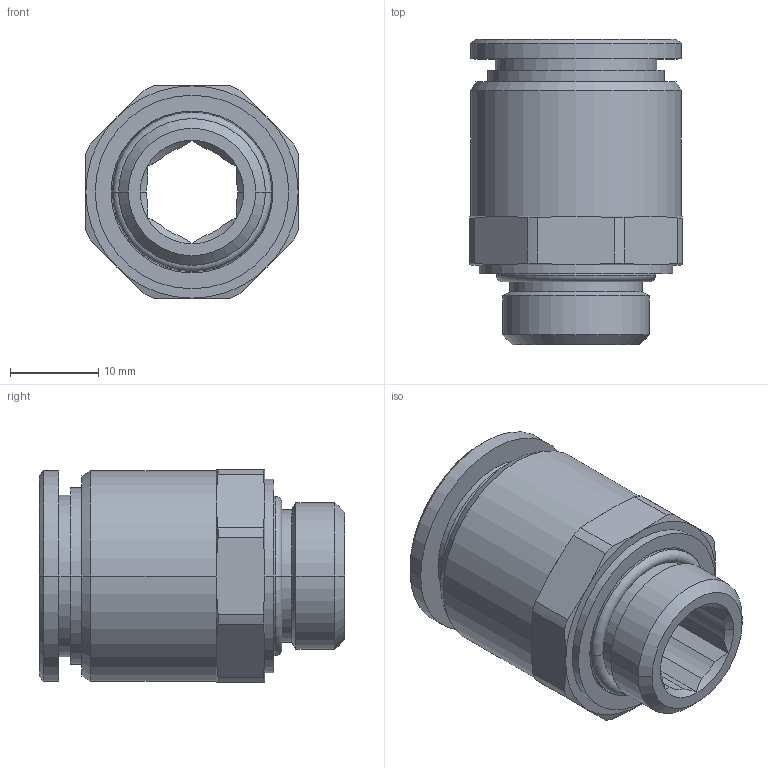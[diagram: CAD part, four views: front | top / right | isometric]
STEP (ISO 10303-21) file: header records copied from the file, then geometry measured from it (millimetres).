
FILE_DESCRIPTION(( 'MA.12.16.38.stp' ), '1');
FILE_NAME( 'MA.12.16.38.stp', '2018-09-27T17:28:39',( 'Sopra'),('sopra-pneumatic.com'), 'SwSTEP 2.0','SolidWorks 2009','' );
FILE_SCHEMA(('CONFIG_CONTROL_DESIGN'));
Length unit declared in the file: millimetre
Products named in the file (1): 340029B_951M-16-3-8
Bounding box: 24 x 34.5 x 24 mm (x, y, z)
Volume: 7185.3 mm3; surface area: 5284.1 mm2
Topology: 2 solids, 2 shells, 95 faces, 224 edges, 138 vertices
Faces by surface type: cone 32, cylinder 30, plane 29, torus 4
Entity records: 2876 total; most frequent: CARTESIAN_POINT 673, DIRECTION 460, ORIENTED_EDGE 448, EDGE_CURVE 224, AXIS2_PLACEMENT_3D 197, VERTEX_POINT 138, EDGE_LOOP 104, CIRCLE 102
